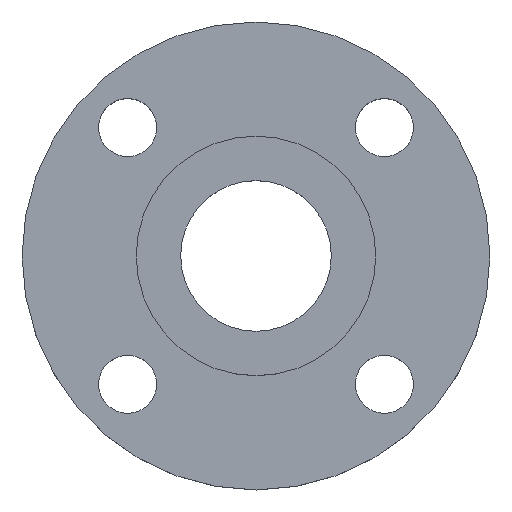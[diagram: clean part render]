
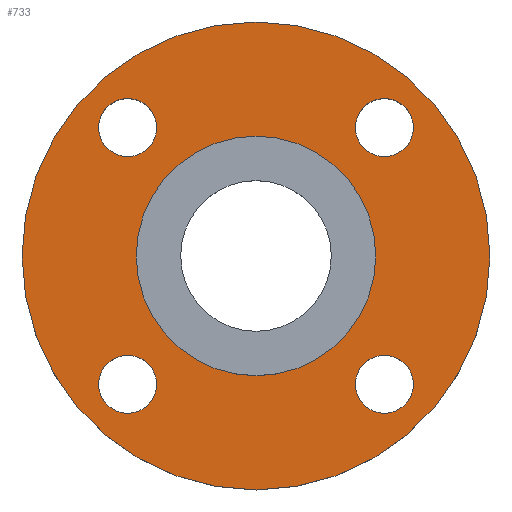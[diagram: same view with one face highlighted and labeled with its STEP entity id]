
A CAD part, top view. The second image highlights one B-rep face of the part: STEP entity #733.
In plain terms, the highlighted planar face has unit normal (0, 0, 1).
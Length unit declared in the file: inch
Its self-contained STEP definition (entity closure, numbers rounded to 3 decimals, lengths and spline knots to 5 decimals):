
#2 = DIRECTION ( 'NONE',  ( 1., 0., 0. ) ) ;
#11 = CARTESIAN_POINT ( 'NONE',  ( 0., 0., -0.0625 ) ) ;
#23 = CARTESIAN_POINT ( 'NONE',  ( 1.37179, -1.68179, -0.0625 ) ) ;
#36 = CIRCLE ( 'NONE', #484, 1.28 ) ;
#59 = DIRECTION ( 'NONE',  ( 0., 0., 1. ) ) ;
#60 = EDGE_CURVE ( 'NONE', #458, #454, #174, .T. ) ;
#66 = CARTESIAN_POINT ( 'NONE',  ( -1.37179, 1.37179, -0.0625 ) ) ;
#69 = CARTESIAN_POINT ( 'NONE',  ( -1.28, 0., -0.0625 ) ) ;
#76 = AXIS2_PLACEMENT_3D ( 'NONE', #11, #112, #724 ) ;
#83 = VERTEX_POINT ( 'NONE', #271 ) ;
#91 = ORIENTED_EDGE ( 'NONE', *, *, #316, .F. ) ;
#108 = AXIS2_PLACEMENT_3D ( 'NONE', #636, #157, #527 ) ;
#111 = ORIENTED_EDGE ( 'NONE', *, *, #653, .F. ) ;
#112 = DIRECTION ( 'NONE',  ( 0., 0., 1. ) ) ;
#113 = EDGE_CURVE ( 'NONE', #267, #614, #763, .T. ) ;
#116 = FACE_BOUND ( 'NONE', #171, .T. ) ;
#120 = VERTEX_POINT ( 'NONE', #694 ) ;
#145 = CIRCLE ( 'NONE', #600, 0.31 ) ;
#151 = DIRECTION ( 'NONE',  ( 1., 0., 0. ) ) ;
#157 = DIRECTION ( 'NONE',  ( 0., 0., 1. ) ) ;
#168 = CARTESIAN_POINT ( 'NONE',  ( 1.37179, 1.37179, -0.0625 ) ) ;
#171 = EDGE_LOOP ( 'NONE', ( #447, #311 ) ) ;
#174 = CIRCLE ( 'NONE', #108, 0.31 ) ;
#177 = DIRECTION ( 'NONE',  ( 0., 1., 0. ) ) ;
#180 = DIRECTION ( 'NONE',  ( 1., 0., 0. ) ) ;
#189 = DIRECTION ( 'NONE',  ( 0., 0., 1. ) ) ;
#190 = ORIENTED_EDGE ( 'NONE', *, *, #553, .F. ) ;
#210 = CARTESIAN_POINT ( 'NONE',  ( 0., 0., -0.0625 ) ) ;
#211 = ORIENTED_EDGE ( 'NONE', *, *, #701, .T. ) ;
#217 = EDGE_CURVE ( 'NONE', #614, #267, #36, .T. ) ;
#220 = EDGE_LOOP ( 'NONE', ( #366, #190 ) ) ;
#223 = CARTESIAN_POINT ( 'NONE',  ( -1.37179, -1.37179, -0.0625 ) ) ;
#227 = VERTEX_POINT ( 'NONE', #603 ) ;
#249 = AXIS2_PLACEMENT_3D ( 'NONE', #263, #759, #368 ) ;
#254 = AXIS2_PLACEMENT_3D ( 'NONE', #168, #419, #467 ) ;
#263 = CARTESIAN_POINT ( 'NONE',  ( 1.37179, -1.37179, -0.0625 ) ) ;
#265 = DIRECTION ( 'NONE',  ( 0., 0., -1. ) ) ;
#267 = VERTEX_POINT ( 'NONE', #434 ) ;
#271 = CARTESIAN_POINT ( 'NONE',  ( 1.68179, 1.37179, -0.0625 ) ) ;
#286 = DIRECTION ( 'NONE',  ( 0., 0., -1. ) ) ;
#289 = DIRECTION ( 'NONE',  ( 0., 0., 1. ) ) ;
#292 = EDGE_CURVE ( 'NONE', #83, #507, #596, .T. ) ;
#296 = CIRCLE ( 'NONE', #254, 0.31 ) ;
#299 = DIRECTION ( 'NONE',  ( 0., 0., 1. ) ) ;
#305 = DIRECTION ( 'NONE',  ( -1., 0., 0. ) ) ;
#311 = ORIENTED_EDGE ( 'NONE', *, *, #217, .T. ) ;
#316 = EDGE_CURVE ( 'NONE', #752, #227, #598, .T. ) ;
#319 = CIRCLE ( 'NONE', #735, 2.5 ) ;
#322 = DIRECTION ( 'NONE',  ( 1., 0., 0. ) ) ;
#333 = AXIS2_PLACEMENT_3D ( 'NONE', #680, #299, #177 ) ;
#342 = EDGE_CURVE ( 'NONE', #227, #752, #145, .T. ) ;
#345 = CARTESIAN_POINT ( 'NONE',  ( -1.37179, 1.68179, -0.0625 ) ) ;
#347 = EDGE_CURVE ( 'NONE', #454, #458, #408, .T. ) ;
#348 = CIRCLE ( 'NONE', #551, 0.31 ) ;
#349 = ORIENTED_EDGE ( 'NONE', *, *, #347, .F. ) ;
#357 = CARTESIAN_POINT ( 'NONE',  ( 0., 0., -0.0625 ) ) ;
#366 = ORIENTED_EDGE ( 'NONE', *, *, #292, .F. ) ;
#368 = DIRECTION ( 'NONE',  ( 0., -1., 0. ) ) ;
#370 = VERTEX_POINT ( 'NONE', #548 ) ;
#374 = FACE_OUTER_BOUND ( 'NONE', #774, .T. ) ;
#393 = EDGE_CURVE ( 'NONE', #370, #624, #580, .T. ) ;
#408 = CIRCLE ( 'NONE', #249, 0.31 ) ;
#419 = DIRECTION ( 'NONE',  ( 0., 0., 1. ) ) ;
#428 = FACE_BOUND ( 'NONE', #688, .T. ) ;
#434 = CARTESIAN_POINT ( 'NONE',  ( 1.28, 0., -0.0625 ) ) ;
#435 = DIRECTION ( 'NONE',  ( 0., 1., 0. ) ) ;
#438 = DIRECTION ( 'NONE',  ( 0., 0., 1. ) ) ;
#445 = CARTESIAN_POINT ( 'NONE',  ( -1.37179, -1.37179, -0.0625 ) ) ;
#447 = ORIENTED_EDGE ( 'NONE', *, *, #113, .T. ) ;
#454 = VERTEX_POINT ( 'NONE', #23 ) ;
#458 = VERTEX_POINT ( 'NONE', #572 ) ;
#461 = CARTESIAN_POINT ( 'NONE',  ( 1.06179, 1.37179, -0.0625 ) ) ;
#464 = EDGE_LOOP ( 'NONE', ( #546, #111 ) ) ;
#467 = DIRECTION ( 'NONE',  ( 1., 0., 0. ) ) ;
#469 = ORIENTED_EDGE ( 'NONE', *, *, #342, .F. ) ;
#484 = AXIS2_PLACEMENT_3D ( 'NONE', #357, #286, #545 ) ;
#487 = FACE_BOUND ( 'NONE', #220, .T. ) ;
#490 = CARTESIAN_POINT ( 'NONE',  ( 0., 0., -0.0625 ) ) ;
#506 = AXIS2_PLACEMENT_3D ( 'NONE', #640, #678, #322 ) ;
#507 = VERTEX_POINT ( 'NONE', #461 ) ;
#527 = DIRECTION ( 'NONE',  ( 0., -1., 0. ) ) ;
#528 = CIRCLE ( 'NONE', #333, 0.31 ) ;
#536 = VERTEX_POINT ( 'NONE', #345 ) ;
#544 = FACE_BOUND ( 'NONE', #625, .T. ) ;
#545 = DIRECTION ( 'NONE',  ( 1., 0., 0. ) ) ;
#546 = ORIENTED_EDGE ( 'NONE', *, *, #713, .F. ) ;
#548 = CARTESIAN_POINT ( 'NONE',  ( -2.5, 0., -0.0625 ) ) ;
#551 = AXIS2_PLACEMENT_3D ( 'NONE', #66, #438, #435 ) ;
#553 = EDGE_CURVE ( 'NONE', #507, #83, #296, .T. ) ;
#555 = AXIS2_PLACEMENT_3D ( 'NONE', #666, #59, #2 ) ;
#568 = DIRECTION ( 'NONE',  ( 0., 0., 1. ) ) ;
#572 = CARTESIAN_POINT ( 'NONE',  ( 1.37179, -1.06179, -0.0625 ) ) ;
#580 = CIRCLE ( 'NONE', #506, 2.5 ) ;
#596 = CIRCLE ( 'NONE', #555, 0.31 ) ;
#598 = CIRCLE ( 'NONE', #786, 0.31 ) ;
#600 = AXIS2_PLACEMENT_3D ( 'NONE', #445, #568, #305 ) ;
#603 = CARTESIAN_POINT ( 'NONE',  ( -1.06179, -1.37179, -0.0625 ) ) ;
#614 = VERTEX_POINT ( 'NONE', #69 ) ;
#623 = PLANE ( 'NONE',  #76 ) ;
#624 = VERTEX_POINT ( 'NONE', #665 ) ;
#625 = EDGE_LOOP ( 'NONE', ( #91, #469 ) ) ;
#626 = CARTESIAN_POINT ( 'NONE',  ( -1.68179, -1.37179, -0.0625 ) ) ;
#636 = CARTESIAN_POINT ( 'NONE',  ( 1.37179, -1.37179, -0.0625 ) ) ;
#640 = CARTESIAN_POINT ( 'NONE',  ( 0., 0., -0.0625 ) ) ;
#653 = EDGE_CURVE ( 'NONE', #120, #536, #348, .T. ) ;
#665 = CARTESIAN_POINT ( 'NONE',  ( 2.5, 0., -0.0625 ) ) ;
#666 = CARTESIAN_POINT ( 'NONE',  ( 1.37179, 1.37179, -0.0625 ) ) ;
#667 = ORIENTED_EDGE ( 'NONE', *, *, #393, .T. ) ;
#668 = FACE_BOUND ( 'NONE', #464, .T. ) ;
#678 = DIRECTION ( 'NONE',  ( 0., 0., 1. ) ) ;
#680 = CARTESIAN_POINT ( 'NONE',  ( -1.37179, 1.37179, -0.0625 ) ) ;
#688 = EDGE_LOOP ( 'NONE', ( #349, #737 ) ) ;
#694 = CARTESIAN_POINT ( 'NONE',  ( -1.37179, 1.06179, -0.0625 ) ) ;
#701 = EDGE_CURVE ( 'NONE', #624, #370, #319, .T. ) ;
#713 = EDGE_CURVE ( 'NONE', #536, #120, #528, .T. ) ;
#724 = DIRECTION ( 'NONE',  ( 1., 0., 0. ) ) ;
#728 = AXIS2_PLACEMENT_3D ( 'NONE', #210, #265, #151 ) ;
#733 = ADVANCED_FACE ( 'NONE', ( #428, #544, #668, #487, #116, #374 ), #623, .T. ) ;
#734 = DIRECTION ( 'NONE',  ( -1., 0., 0. ) ) ;
#735 = AXIS2_PLACEMENT_3D ( 'NONE', #490, #189, #180 ) ;
#737 = ORIENTED_EDGE ( 'NONE', *, *, #60, .F. ) ;
#752 = VERTEX_POINT ( 'NONE', #626 ) ;
#759 = DIRECTION ( 'NONE',  ( 0., 0., 1. ) ) ;
#763 = CIRCLE ( 'NONE', #728, 1.28 ) ;
#774 = EDGE_LOOP ( 'NONE', ( #211, #667 ) ) ;
#786 = AXIS2_PLACEMENT_3D ( 'NONE', #223, #289, #734 ) ;
